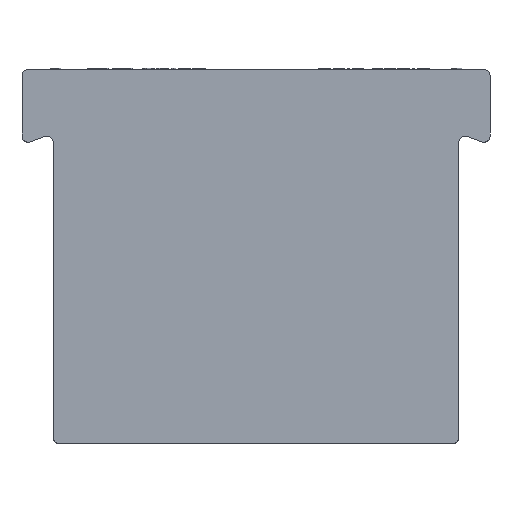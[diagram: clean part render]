
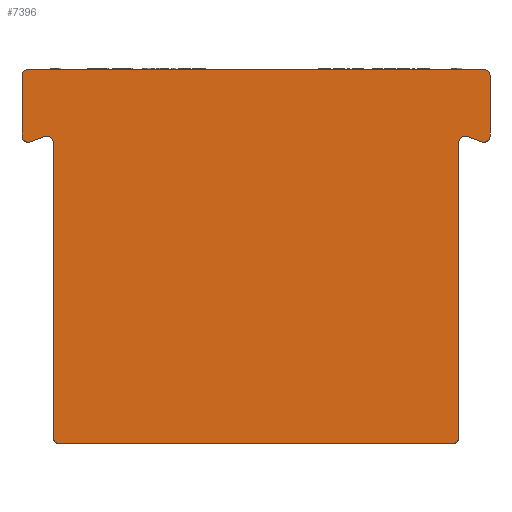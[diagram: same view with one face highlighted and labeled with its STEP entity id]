
A CAD part, left-side view. The second image highlights one B-rep face of the part: STEP entity #7396.
In plain terms, the highlighted planar face has unit normal (-1, 0, 0).
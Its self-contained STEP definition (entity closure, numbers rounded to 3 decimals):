
#76 = VERTEX_POINT ( 'NONE', #9966 ) ;
#247 = VERTEX_POINT ( 'NONE', #10015 ) ;
#259 = DIRECTION ( 'NONE',  ( 0., 0., -1. ) ) ;
#313 = CARTESIAN_POINT ( 'NONE',  ( 0., 33.5, 18.292 ) ) ;
#370 = DIRECTION ( 'NONE',  ( 0., 0., -1. ) ) ;
#428 = VERTEX_POINT ( 'NONE', #13874 ) ;
#447 = DIRECTION ( 'NONE',  ( 0., 0., -1. ) ) ;
#505 = VERTEX_POINT ( 'NONE', #13119 ) ;
#549 = VERTEX_POINT ( 'NONE', #11115 ) ;
#582 = CARTESIAN_POINT ( 'NONE',  ( 0., -36.5, 19.328 ) ) ;
#630 = ORIENTED_EDGE ( 'NONE', *, *, #4572, .T. ) ;
#684 = EDGE_CURVE ( 'NONE', #428, #5242, #6799, .T. ) ;
#779 = VERTEX_POINT ( 'NONE', #2095 ) ;
#823 = DIRECTION ( 'NONE',  ( -1., 0., 0. ) ) ;
#926 = ORIENTED_EDGE ( 'NONE', *, *, #7558, .T. ) ;
#955 = DIRECTION ( 'NONE',  ( 0., 0., -1. ) ) ;
#1491 = CARTESIAN_POINT ( 'NONE',  ( 0., 37.5, 30. ) ) ;
#1514 = CARTESIAN_POINT ( 'NONE',  ( 0., 33.842, 19.232 ) ) ;
#1748 = ORIENTED_EDGE ( 'NONE', *, *, #11926, .T. ) ;
#1780 = LINE ( 'NONE', #3189, #9686 ) ;
#1792 = CARTESIAN_POINT ( 'NONE',  ( 0., -36.5, 29. ) ) ;
#1809 = AXIS2_PLACEMENT_3D ( 'NONE', #1792, #13261, #7400 ) ;
#1814 = CARTESIAN_POINT ( 'NONE',  ( 0., -36.5, 30. ) ) ;
#1916 = VERTEX_POINT ( 'NONE', #1814 ) ;
#2095 = CARTESIAN_POINT ( 'NONE',  ( 0., 37.5, 29. ) ) ;
#2322 = CARTESIAN_POINT ( 'NONE',  ( 0., -32.5, -30. ) ) ;
#2332 = DIRECTION ( 'NONE',  ( 0., 0., -1. ) ) ;
#2455 = EDGE_CURVE ( 'NONE', #10751, #13918, #7321, .T. ) ;
#2608 = ORIENTED_EDGE ( 'NONE', *, *, #6845, .T. ) ;
#2836 = ORIENTED_EDGE ( 'NONE', *, *, #8389, .F. ) ;
#3012 = AXIS2_PLACEMENT_3D ( 'NONE', #582, #14215, #9904 ) ;
#3186 = ORIENTED_EDGE ( 'NONE', *, *, #2455, .T. ) ;
#3189 = CARTESIAN_POINT ( 'NONE',  ( 0., -37.5, 30. ) ) ;
#3191 = CARTESIAN_POINT ( 'NONE',  ( 0., -33.5, 18.292 ) ) ;
#3314 = CARTESIAN_POINT ( 'NONE',  ( 0., -32.5, 18.292 ) ) ;
#3627 = CARTESIAN_POINT ( 'NONE',  ( 0., -37.5, -30. ) ) ;
#3674 = DIRECTION ( 'NONE',  ( 1., 0., 0. ) ) ;
#3701 = CIRCLE ( 'NONE', #14622, 1. ) ;
#3730 = CIRCLE ( 'NONE', #1809, 1. ) ;
#3748 = AXIS2_PLACEMENT_3D ( 'NONE', #3191, #6712, #955 ) ;
#3888 = LINE ( 'NONE', #1514, #12047 ) ;
#4009 = VERTEX_POINT ( 'NONE', #7552 ) ;
#4160 = DIRECTION ( 'NONE',  ( 0., 1., 0. ) ) ;
#4203 = CARTESIAN_POINT ( 'NONE',  ( 0., -36.158, 18.389 ) ) ;
#4209 = CIRCLE ( 'NONE', #7800, 1. ) ;
#4552 = EDGE_CURVE ( 'NONE', #13918, #9015, #12496, .T. ) ;
#4572 = EDGE_CURVE ( 'NONE', #549, #10751, #3701, .T. ) ;
#4737 = PLANE ( 'NONE',  #9684 ) ;
#4740 = VERTEX_POINT ( 'NONE', #7466 ) ;
#4971 = DIRECTION ( 'NONE',  ( -1., 0., 0. ) ) ;
#5073 = EDGE_CURVE ( 'NONE', #76, #5409, #8712, .T. ) ;
#5165 = VECTOR ( 'NONE', #14663, 1000. ) ;
#5242 = VERTEX_POINT ( 'NONE', #3314 ) ;
#5409 = VERTEX_POINT ( 'NONE', #9435 ) ;
#5480 = CARTESIAN_POINT ( 'NONE',  ( 0., -31.5, -30. ) ) ;
#5503 = VECTOR ( 'NONE', #447, 1000. ) ;
#5671 = LINE ( 'NONE', #11321, #5165 ) ;
#5844 = EDGE_CURVE ( 'NONE', #247, #1916, #3730, .T. ) ;
#6092 = CIRCLE ( 'NONE', #8247, 1. ) ;
#6164 = ORIENTED_EDGE ( 'NONE', *, *, #13960, .T. ) ;
#6712 = DIRECTION ( 'NONE',  ( 1., 0., 0. ) ) ;
#6799 = LINE ( 'NONE', #2322, #14561 ) ;
#6845 = EDGE_CURVE ( 'NONE', #11742, #4009, #10635, .T. ) ;
#7171 = LINE ( 'NONE', #1491, #8824 ) ;
#7321 = LINE ( 'NONE', #10585, #5503 ) ;
#7396 = ADVANCED_FACE ( 'NONE', ( #8253 ), #4737, .F. ) ;
#7400 = DIRECTION ( 'NONE',  ( 0., 0., -1. ) ) ;
#7466 = CARTESIAN_POINT ( 'NONE',  ( 0., 36.5, 30. ) ) ;
#7552 = CARTESIAN_POINT ( 'NONE',  ( 0., -37.5, 19.328 ) ) ;
#7558 = EDGE_CURVE ( 'NONE', #9481, #428, #4209, .T. ) ;
#7800 = AXIS2_PLACEMENT_3D ( 'NONE', #12376, #823, #12225 ) ;
#7881 = EDGE_CURVE ( 'NONE', #5242, #505, #12063, .T. ) ;
#7948 = EDGE_CURVE ( 'NONE', #247, #4009, #5671, .T. ) ;
#8247 = AXIS2_PLACEMENT_3D ( 'NONE', #9370, #4971, #11607 ) ;
#8253 = FACE_OUTER_BOUND ( 'NONE', #8554, .T. ) ;
#8326 = ORIENTED_EDGE ( 'NONE', *, *, #684, .T. ) ;
#8337 = CARTESIAN_POINT ( 'NONE',  ( 0., 36.5, 19.328 ) ) ;
#8371 = DIRECTION ( 'NONE',  ( 0., 0., -1. ) ) ;
#8389 = EDGE_CURVE ( 'NONE', #9481, #9015, #13974, .T. ) ;
#8434 = ORIENTED_EDGE ( 'NONE', *, *, #5844, .T. ) ;
#8554 = EDGE_LOOP ( 'NONE', ( #6164, #9993, #14547, #630, #3186, #11040, #2836, #926, #8326, #13325, #1748, #2608, #9784, #8434, #14476, #12114 ) ) ;
#8712 = CIRCLE ( 'NONE', #9898, 1. ) ;
#8824 = VECTOR ( 'NONE', #370, 1000. ) ;
#9015 = VERTEX_POINT ( 'NONE', #12511 ) ;
#9298 = DIRECTION ( 'NONE',  ( 0., 1., 0. ) ) ;
#9370 = CARTESIAN_POINT ( 'NONE',  ( 0., 36.5, 29. ) ) ;
#9435 = CARTESIAN_POINT ( 'NONE',  ( 0., 36.158, 18.389 ) ) ;
#9481 = VERTEX_POINT ( 'NONE', #5480 ) ;
#9629 = CARTESIAN_POINT ( 'NONE',  ( 0., 32.5, 18.292 ) ) ;
#9684 = AXIS2_PLACEMENT_3D ( 'NONE', #10248, #11517, #259 ) ;
#9686 = VECTOR ( 'NONE', #4160, 1000. ) ;
#9784 = ORIENTED_EDGE ( 'NONE', *, *, #7948, .F. ) ;
#9898 = AXIS2_PLACEMENT_3D ( 'NONE', #8337, #13007, #14049 ) ;
#9904 = DIRECTION ( 'NONE',  ( 0., 0., -1. ) ) ;
#9966 = CARTESIAN_POINT ( 'NONE',  ( 0., 37.5, 19.328 ) ) ;
#9993 = ORIENTED_EDGE ( 'NONE', *, *, #5073, .T. ) ;
#10015 = CARTESIAN_POINT ( 'NONE',  ( 0., -37.5, 29. ) ) ;
#10248 = CARTESIAN_POINT ( 'NONE',  ( 0., -37.5, 30. ) ) ;
#10585 = CARTESIAN_POINT ( 'NONE',  ( 0., 32.5, 20. ) ) ;
#10606 = DIRECTION ( 'NONE',  ( 0., -0.94, 0.342 ) ) ;
#10635 = CIRCLE ( 'NONE', #3012, 1. ) ;
#10725 = EDGE_CURVE ( 'NONE', #5409, #549, #3888, .T. ) ;
#10751 = VERTEX_POINT ( 'NONE', #9629 ) ;
#10912 = LINE ( 'NONE', #4203, #13203 ) ;
#11040 = ORIENTED_EDGE ( 'NONE', *, *, #4552, .T. ) ;
#11115 = CARTESIAN_POINT ( 'NONE',  ( 0., 33.842, 19.232 ) ) ;
#11282 = EDGE_CURVE ( 'NONE', #1916, #4740, #1780, .T. ) ;
#11321 = CARTESIAN_POINT ( 'NONE',  ( 0., -37.5, 30. ) ) ;
#11517 = DIRECTION ( 'NONE',  ( 1., 0., 0. ) ) ;
#11607 = DIRECTION ( 'NONE',  ( 0., 0., -1. ) ) ;
#11742 = VERTEX_POINT ( 'NONE', #14641 ) ;
#11926 = EDGE_CURVE ( 'NONE', #505, #11742, #10912, .T. ) ;
#12047 = VECTOR ( 'NONE', #10606, 1000. ) ;
#12063 = CIRCLE ( 'NONE', #3748, 1. ) ;
#12114 = ORIENTED_EDGE ( 'NONE', *, *, #12471, .T. ) ;
#12225 = DIRECTION ( 'NONE',  ( 0., 0., -1. ) ) ;
#12363 = CARTESIAN_POINT ( 'NONE',  ( 0., 32.5, -29. ) ) ;
#12376 = CARTESIAN_POINT ( 'NONE',  ( 0., -31.5, -29. ) ) ;
#12471 = EDGE_CURVE ( 'NONE', #4740, #779, #6092, .T. ) ;
#12496 = CIRCLE ( 'NONE', #12969, 1. ) ;
#12511 = CARTESIAN_POINT ( 'NONE',  ( 0., 31.5, -30. ) ) ;
#12597 = DIRECTION ( 'NONE',  ( 0., 0., 1. ) ) ;
#12791 = VECTOR ( 'NONE', #9298, 1000. ) ;
#12969 = AXIS2_PLACEMENT_3D ( 'NONE', #14605, #14461, #2332 ) ;
#13007 = DIRECTION ( 'NONE',  ( -1., 0., 0. ) ) ;
#13119 = CARTESIAN_POINT ( 'NONE',  ( 0., -33.842, 19.232 ) ) ;
#13203 = VECTOR ( 'NONE', #13287, 1000. ) ;
#13261 = DIRECTION ( 'NONE',  ( -1., 0., 0. ) ) ;
#13287 = DIRECTION ( 'NONE',  ( 0., -0.94, -0.342 ) ) ;
#13325 = ORIENTED_EDGE ( 'NONE', *, *, #7881, .T. ) ;
#13874 = CARTESIAN_POINT ( 'NONE',  ( 0., -32.5, -29. ) ) ;
#13918 = VERTEX_POINT ( 'NONE', #12363 ) ;
#13960 = EDGE_CURVE ( 'NONE', #779, #76, #7171, .T. ) ;
#13974 = LINE ( 'NONE', #3627, #12791 ) ;
#14049 = DIRECTION ( 'NONE',  ( 0., 0., -1. ) ) ;
#14215 = DIRECTION ( 'NONE',  ( -1., 0., 0. ) ) ;
#14461 = DIRECTION ( 'NONE',  ( -1., 0., 0. ) ) ;
#14476 = ORIENTED_EDGE ( 'NONE', *, *, #11282, .T. ) ;
#14547 = ORIENTED_EDGE ( 'NONE', *, *, #10725, .T. ) ;
#14561 = VECTOR ( 'NONE', #12597, 1000. ) ;
#14605 = CARTESIAN_POINT ( 'NONE',  ( 0., 31.5, -29. ) ) ;
#14622 = AXIS2_PLACEMENT_3D ( 'NONE', #313, #3674, #8371 ) ;
#14641 = CARTESIAN_POINT ( 'NONE',  ( 0., -36.158, 18.389 ) ) ;
#14663 = DIRECTION ( 'NONE',  ( 0., 0., -1. ) ) ;
